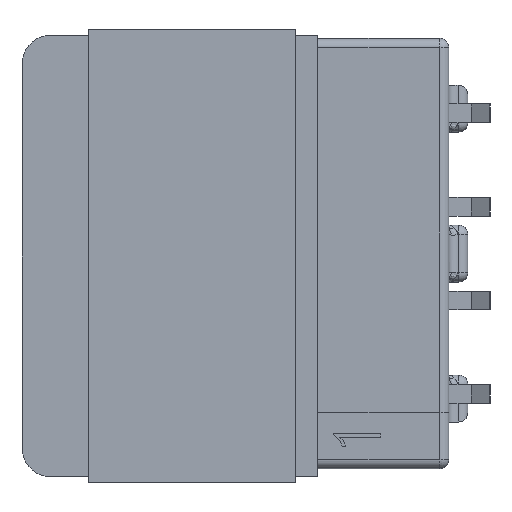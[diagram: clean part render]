
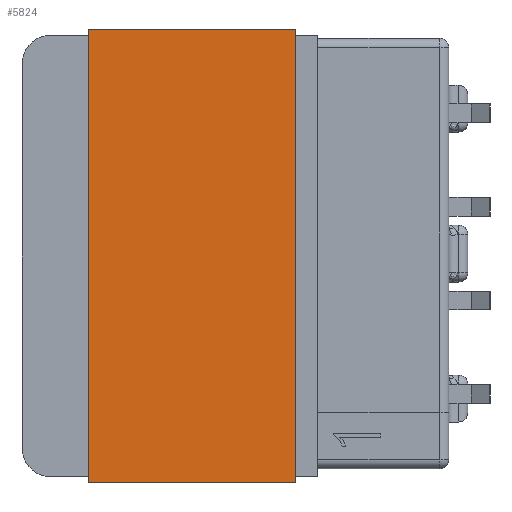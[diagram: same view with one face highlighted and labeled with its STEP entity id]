
A CAD part, left-side view. The second image highlights one B-rep face of the part: STEP entity #5824.
In plain terms, the highlighted face is planar.
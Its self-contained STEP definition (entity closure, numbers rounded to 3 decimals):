
#17 = EDGE_CURVE ( 'NONE', #12021, #1756, #785, .T. ) ;
#126 = FACE_OUTER_BOUND ( 'NONE', #14647, .T. ) ;
#254 = VERTEX_POINT ( 'NONE', #16680 ) ;
#785 = LINE ( 'NONE', #12673, #7460 ) ;
#989 = EDGE_CURVE ( 'NONE', #254, #12021, #1210, .T. ) ;
#1210 = LINE ( 'NONE', #1384, #1848 ) ;
#1250 = VECTOR ( 'NONE', #6792, 1000. ) ;
#1384 = CARTESIAN_POINT ( 'NONE',  ( 10.76, -11.97, -5.54 ) ) ;
#1756 = VERTEX_POINT ( 'NONE', #11049 ) ;
#1848 = VECTOR ( 'NONE', #6356, 1000. ) ;
#3364 = CARTESIAN_POINT ( 'NONE',  ( 10.76, -11.97, 0. ) ) ;
#4979 = EDGE_CURVE ( 'NONE', #254, #16232, #5417, .T. ) ;
#5250 = CARTESIAN_POINT ( 'NONE',  ( 10.76, 0.16, -5.54 ) ) ;
#5328 = CARTESIAN_POINT ( 'NONE',  ( 10.76, 0.16, -5.54 ) ) ;
#5417 = LINE ( 'NONE', #5328, #1250 ) ;
#5615 = ORIENTED_EDGE ( 'NONE', *, *, #8716, .T. ) ;
#5824 = ADVANCED_FACE ( 'NONE', ( #126 ), #15585, .T. ) ;
#5828 = DIRECTION ( 'NONE',  ( 0., 1., 0. ) ) ;
#6356 = DIRECTION ( 'NONE',  ( 0., 0., 1. ) ) ;
#6792 = DIRECTION ( 'NONE',  ( 0., 1., 0. ) ) ;
#7460 = VECTOR ( 'NONE', #5828, 1000. ) ;
#8716 = EDGE_CURVE ( 'NONE', #16232, #1756, #8802, .T. ) ;
#8802 = LINE ( 'NONE', #16845, #15484 ) ;
#9361 = DIRECTION ( 'NONE',  ( 1., 0., 0. ) ) ;
#10179 = DIRECTION ( 'NONE',  ( 0., 0., 1. ) ) ;
#10559 = DIRECTION ( 'NONE',  ( 0., 1., 0. ) ) ;
#10644 = ORIENTED_EDGE ( 'NONE', *, *, #17, .F. ) ;
#11049 = CARTESIAN_POINT ( 'NONE',  ( 10.76, 0.16, 0. ) ) ;
#12021 = VERTEX_POINT ( 'NONE', #3364 ) ;
#12673 = CARTESIAN_POINT ( 'NONE',  ( 10.76, 0.16, 0. ) ) ;
#14647 = EDGE_LOOP ( 'NONE', ( #10644, #16292, #15227, #5615 ) ) ;
#15227 = ORIENTED_EDGE ( 'NONE', *, *, #4979, .T. ) ;
#15484 = VECTOR ( 'NONE', #10179, 1000. ) ;
#15585 = PLANE ( 'NONE',  #16838 ) ;
#16232 = VERTEX_POINT ( 'NONE', #16404 ) ;
#16292 = ORIENTED_EDGE ( 'NONE', *, *, #989, .F. ) ;
#16404 = CARTESIAN_POINT ( 'NONE',  ( 10.76, 0.16, -5.54 ) ) ;
#16680 = CARTESIAN_POINT ( 'NONE',  ( 10.76, -11.97, -5.54 ) ) ;
#16838 = AXIS2_PLACEMENT_3D ( 'NONE', #5250, #9361, #10559 ) ;
#16845 = CARTESIAN_POINT ( 'NONE',  ( 10.76, 0.16, -5.54 ) ) ;
